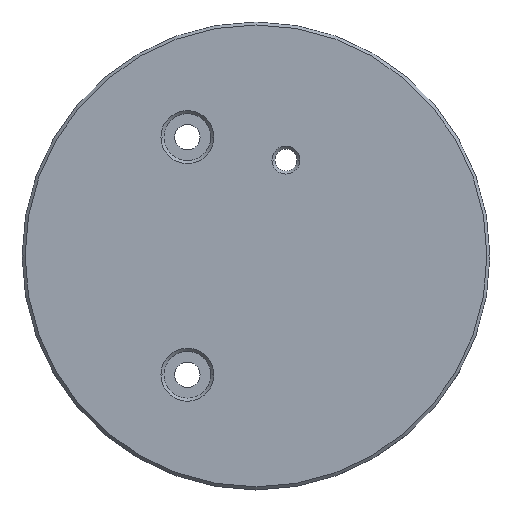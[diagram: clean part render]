
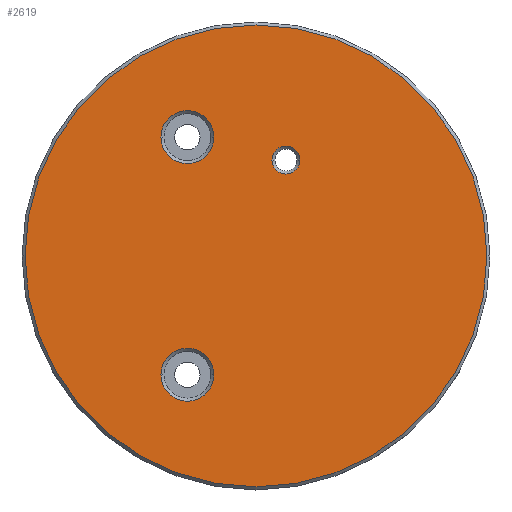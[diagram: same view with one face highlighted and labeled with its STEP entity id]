
A CAD part, top view. The second image highlights one B-rep face of the part: STEP entity #2619.
In plain terms, the highlighted planar face has unit normal (0, 0, 1).
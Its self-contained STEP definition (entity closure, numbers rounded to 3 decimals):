
#71 = CIRCLE ( 'NONE', #3289, 23.1 ) ;
#188 = CIRCLE ( 'NONE', #1766, 1.4 ) ;
#197 = EDGE_CURVE ( 'NONE', #2340, #275, #3176, .T. ) ;
#223 = DIRECTION ( 'NONE',  ( 1., 0., 0. ) ) ;
#229 = DIRECTION ( 'NONE',  ( 1., 0., 0. ) ) ;
#237 = EDGE_CURVE ( 'NONE', #1213, #2554, #1412, .T. ) ;
#251 = ORIENTED_EDGE ( 'NONE', *, *, #1561, .T. ) ;
#275 = VERTEX_POINT ( 'NONE', #1914 ) ;
#277 = DIRECTION ( 'NONE',  ( 0., 0., -1. ) ) ;
#377 = EDGE_CURVE ( 'NONE', #2554, #1213, #71, .T. ) ;
#408 = CARTESIAN_POINT ( 'NONE',  ( 101.597, 109.589, 7.9 ) ) ;
#420 = CARTESIAN_POINT ( 'NONE',  ( 102.997, 109.589, 7.9 ) ) ;
#453 = DIRECTION ( 'NONE',  ( 1., 0., 0. ) ) ;
#543 = CARTESIAN_POINT ( 'NONE',  ( 95.787, 111.886, 7.9 ) ) ;
#547 = CIRCLE ( 'NONE', #3428, 2.65 ) ;
#691 = DIRECTION ( 'NONE',  ( 0., 0., -1. ) ) ;
#756 = AXIS2_PLACEMENT_3D ( 'NONE', #2191, #2743, #229 ) ;
#798 = VERTEX_POINT ( 'NONE', #826 ) ;
#826 = CARTESIAN_POINT ( 'NONE',  ( 90.487, 111.886, 7.9 ) ) ;
#868 = EDGE_LOOP ( 'NONE', ( #3124, #1315 ) ) ;
#915 = VERTEX_POINT ( 'NONE', #1730 ) ;
#1007 = AXIS2_PLACEMENT_3D ( 'NONE', #2128, #3512, #1849 ) ;
#1065 = EDGE_CURVE ( 'NONE', #915, #3403, #188, .T. ) ;
#1213 = VERTEX_POINT ( 'NONE', #3628 ) ;
#1315 = ORIENTED_EDGE ( 'NONE', *, *, #3541, .T. ) ;
#1350 = AXIS2_PLACEMENT_3D ( 'NONE', #1872, #1578, #2964 ) ;
#1360 = AXIS2_PLACEMENT_3D ( 'NONE', #2965, #2727, #1855 ) ;
#1412 = CIRCLE ( 'NONE', #1350, 23.1 ) ;
#1451 = EDGE_CURVE ( 'NONE', #1532, #798, #3061, .T. ) ;
#1532 = VERTEX_POINT ( 'NONE', #543 ) ;
#1561 = EDGE_CURVE ( 'NONE', #798, #1532, #547, .T. ) ;
#1578 = DIRECTION ( 'NONE',  ( 0., 0., 1. ) ) ;
#1730 = CARTESIAN_POINT ( 'NONE',  ( 104.397, 109.589, 7.9 ) ) ;
#1745 = EDGE_LOOP ( 'NONE', ( #2709, #2387 ) ) ;
#1766 = AXIS2_PLACEMENT_3D ( 'NONE', #420, #691, #223 ) ;
#1838 = ORIENTED_EDGE ( 'NONE', *, *, #197, .T. ) ;
#1849 = DIRECTION ( 'NONE',  ( 1., 0., 0. ) ) ;
#1855 = DIRECTION ( 'NONE',  ( 1., 0., 0. ) ) ;
#1872 = CARTESIAN_POINT ( 'NONE',  ( 100., 100., 7.9 ) ) ;
#1914 = CARTESIAN_POINT ( 'NONE',  ( 90.488, 88.114, 7.9 ) ) ;
#2008 = DIRECTION ( 'NONE',  ( 1., 0., 0. ) ) ;
#2128 = CARTESIAN_POINT ( 'NONE',  ( 93.138, 88.114, 7.9 ) ) ;
#2136 = DIRECTION ( 'NONE',  ( 0., 0., -1. ) ) ;
#2143 = EDGE_CURVE ( 'NONE', #275, #2340, #2603, .T. ) ;
#2168 = EDGE_LOOP ( 'NONE', ( #1838, #2611 ) ) ;
#2191 = CARTESIAN_POINT ( 'NONE',  ( 102.997, 109.589, 7.9 ) ) ;
#2220 = CARTESIAN_POINT ( 'NONE',  ( 100., 100., 7.9 ) ) ;
#2255 = DIRECTION ( 'NONE',  ( 0., 0., 1. ) ) ;
#2289 = CARTESIAN_POINT ( 'NONE',  ( 93.137, 111.886, 7.9 ) ) ;
#2340 = VERTEX_POINT ( 'NONE', #3551 ) ;
#2351 = CIRCLE ( 'NONE', #756, 1.4 ) ;
#2387 = ORIENTED_EDGE ( 'NONE', *, *, #237, .T. ) ;
#2457 = FACE_OUTER_BOUND ( 'NONE', #1745, .T. ) ;
#2501 = DIRECTION ( 'NONE',  ( 0., 0., 1. ) ) ;
#2511 = CARTESIAN_POINT ( 'NONE',  ( 100., 100., 7.9 ) ) ;
#2531 = AXIS2_PLACEMENT_3D ( 'NONE', #3242, #2136, #3260 ) ;
#2554 = VERTEX_POINT ( 'NONE', #2638 ) ;
#2563 = ORIENTED_EDGE ( 'NONE', *, *, #1451, .T. ) ;
#2603 = CIRCLE ( 'NONE', #1007, 2.65 ) ;
#2611 = ORIENTED_EDGE ( 'NONE', *, *, #2143, .T. ) ;
#2619 = ADVANCED_FACE ( 'NONE', ( #3024, #3602, #3004, #2457 ), #3546, .T. ) ;
#2638 = CARTESIAN_POINT ( 'NONE',  ( 76.9, 100., 7.9 ) ) ;
#2709 = ORIENTED_EDGE ( 'NONE', *, *, #377, .T. ) ;
#2727 = DIRECTION ( 'NONE',  ( 0., 0., -1. ) ) ;
#2743 = DIRECTION ( 'NONE',  ( 0., 0., -1. ) ) ;
#2836 = DIRECTION ( 'NONE',  ( 1., 0., 0. ) ) ;
#2964 = DIRECTION ( 'NONE',  ( 1., 0., 0. ) ) ;
#2965 = CARTESIAN_POINT ( 'NONE',  ( 93.137, 111.886, 7.9 ) ) ;
#3004 = FACE_BOUND ( 'NONE', #3382, .T. ) ;
#3024 = FACE_BOUND ( 'NONE', #868, .T. ) ;
#3061 = CIRCLE ( 'NONE', #1360, 2.65 ) ;
#3124 = ORIENTED_EDGE ( 'NONE', *, *, #1065, .T. ) ;
#3138 = AXIS2_PLACEMENT_3D ( 'NONE', #2220, #2501, #453 ) ;
#3176 = CIRCLE ( 'NONE', #2531, 2.65 ) ;
#3242 = CARTESIAN_POINT ( 'NONE',  ( 93.138, 88.114, 7.9 ) ) ;
#3260 = DIRECTION ( 'NONE',  ( 1., 0., 0. ) ) ;
#3289 = AXIS2_PLACEMENT_3D ( 'NONE', #2511, #2255, #2836 ) ;
#3382 = EDGE_LOOP ( 'NONE', ( #2563, #251 ) ) ;
#3403 = VERTEX_POINT ( 'NONE', #408 ) ;
#3428 = AXIS2_PLACEMENT_3D ( 'NONE', #2289, #277, #2008 ) ;
#3512 = DIRECTION ( 'NONE',  ( 0., 0., -1. ) ) ;
#3541 = EDGE_CURVE ( 'NONE', #3403, #915, #2351, .T. ) ;
#3546 = PLANE ( 'NONE',  #3138 ) ;
#3551 = CARTESIAN_POINT ( 'NONE',  ( 95.788, 88.114, 7.9 ) ) ;
#3602 = FACE_BOUND ( 'NONE', #2168, .T. ) ;
#3628 = CARTESIAN_POINT ( 'NONE',  ( 123.1, 100., 7.9 ) ) ;
